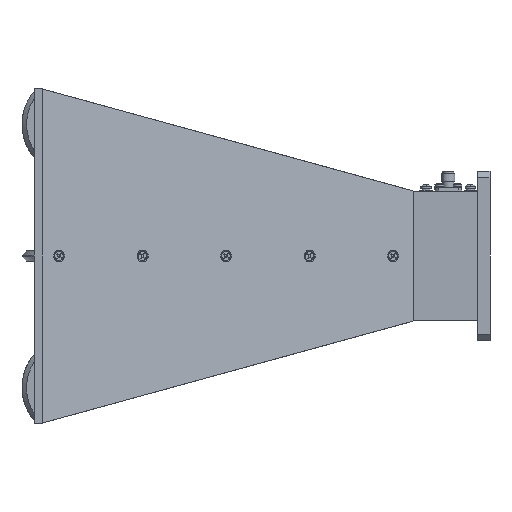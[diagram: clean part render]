
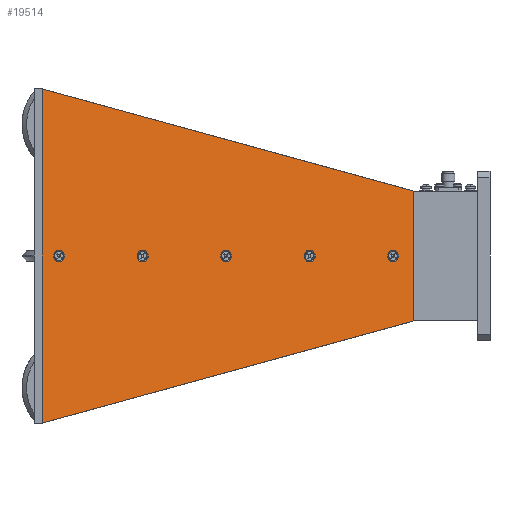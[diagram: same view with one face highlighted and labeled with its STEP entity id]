
A CAD part, front view. The second image highlights one B-rep face of the part: STEP entity #19514.
In plain terms, the highlighted planar face has unit normal (0.265, -0.964, 0).
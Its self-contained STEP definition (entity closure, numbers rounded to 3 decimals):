
#179 = LINE ( 'NONE', #12542, #33472 ) ;
#220 = CIRCLE ( 'NONE', #11873, 2.8 ) ;
#241 = AXIS2_PLACEMENT_3D ( 'NONE', #365, #9684, #34374 ) ;
#320 = LINE ( 'NONE', #3151, #36641 ) ;
#365 = CARTESIAN_POINT ( 'NONE',  ( -45.501, -43.886, 0. ) ) ;
#1106 = CIRCLE ( 'NONE', #14038, 2.8 ) ;
#1329 = ORIENTED_EDGE ( 'NONE', *, *, #22214, .F. ) ;
#1346 = DIRECTION ( 'NONE',  ( 0.265, -0.964, 0. ) ) ;
#1360 = ORIENTED_EDGE ( 'NONE', *, *, #25386, .T. ) ;
#3151 = CARTESIAN_POINT ( 'NONE',  ( 45.399, -18.889, -31.5 ) ) ;
#3324 = DIRECTION ( 'NONE',  ( 0.265, -0.964, 0. ) ) ;
#4150 = DIRECTION ( 'NONE',  ( 0.265, -0.964, 0. ) ) ;
#4489 = CARTESIAN_POINT ( 'NONE',  ( -88.697, -55.765, 0. ) ) ;
#5359 = CARTESIAN_POINT ( 'NONE',  ( -134.601, -68.389, 81. ) ) ;
#5479 = DIRECTION ( 'NONE',  ( 0.265, -0.964, 0. ) ) ;
#5614 = ORIENTED_EDGE ( 'NONE', *, *, #11856, .F. ) ;
#5654 = CIRCLE ( 'NONE', #16673, 2.8 ) ;
#6229 = CARTESIAN_POINT ( 'NONE',  ( -83.297, -54.281, 0. ) ) ;
#6471 = CARTESIAN_POINT ( 'NONE',  ( -123.794, -65.417, 0. ) ) ;
#7027 = AXIS2_PLACEMENT_3D ( 'NONE', #19380, #13309, #16748 ) ;
#7109 = VERTEX_POINT ( 'NONE', #15972 ) ;
#7605 = CARTESIAN_POINT ( 'NONE',  ( -7.704, -33.492, 0. ) ) ;
#7944 = VERTEX_POINT ( 'NONE', #22819 ) ;
#8305 = EDGE_CURVE ( 'NONE', #37881, #28882, #320, .T. ) ;
#8532 = FACE_OUTER_BOUND ( 'NONE', #17748, .T. ) ;
#8893 = CARTESIAN_POINT ( 'NONE',  ( -134.601, -68.389, -81. ) ) ;
#8930 = FACE_BOUND ( 'NONE', #35462, .T. ) ;
#8966 = VERTEX_POINT ( 'NONE', #6229 ) ;
#8993 = EDGE_CURVE ( 'NONE', #9437, #37881, #179, .T. ) ;
#9437 = VERTEX_POINT ( 'NONE', #23480 ) ;
#9684 = DIRECTION ( 'NONE',  ( 0.265, -0.964, 0. ) ) ;
#9793 = CIRCLE ( 'NONE', #29173, 2.8 ) ;
#9979 = CARTESIAN_POINT ( 'NONE',  ( -85.997, -55.023, 0. ) ) ;
#10116 = EDGE_LOOP ( 'NONE', ( #13625, #11049 ) ) ;
#10352 = AXIS2_PLACEMENT_3D ( 'NONE', #31681, #4150, #28229 ) ;
#10488 = ORIENTED_EDGE ( 'NONE', *, *, #11534, .F. ) ;
#11049 = ORIENTED_EDGE ( 'NONE', *, *, #18468, .F. ) ;
#11459 = EDGE_CURVE ( 'NONE', #17311, #27515, #27695, .T. ) ;
#11534 = EDGE_CURVE ( 'NONE', #31905, #7109, #22538, .T. ) ;
#11773 = DIRECTION ( 'NONE',  ( 0., 0., -1. ) ) ;
#11856 = EDGE_CURVE ( 'NONE', #13920, #7944, #16095, .T. ) ;
#11873 = AXIS2_PLACEMENT_3D ( 'NONE', #9979, #25354, #21908 ) ;
#12542 = CARTESIAN_POINT ( 'NONE',  ( 45.399, -18.889, 31.5 ) ) ;
#12648 = CARTESIAN_POINT ( 'NONE',  ( -5.004, -32.75, 0. ) ) ;
#12677 = DIRECTION ( 'NONE',  ( -0.932, -0.256, -0.256 ) ) ;
#13122 = CARTESIAN_POINT ( 'NONE',  ( -42.801, -43.144, 0. ) ) ;
#13295 = EDGE_LOOP ( 'NONE', ( #14031, #17014 ) ) ;
#13309 = DIRECTION ( 'NONE',  ( 0.265, -0.964, 0. ) ) ;
#13541 = DIRECTION ( 'NONE',  ( 0., 0., -1. ) ) ;
#13625 = ORIENTED_EDGE ( 'NONE', *, *, #19357, .F. ) ;
#13713 = DIRECTION ( 'NONE',  ( 0.964, 0.265, 0. ) ) ;
#13920 = VERTEX_POINT ( 'NONE', #6471 ) ;
#14031 = ORIENTED_EDGE ( 'NONE', *, *, #11459, .F. ) ;
#14038 = AXIS2_PLACEMENT_3D ( 'NONE', #12648, #3324, #37135 ) ;
#14144 = AXIS2_PLACEMENT_3D ( 'NONE', #38947, #35101, #17281 ) ;
#14253 = VECTOR ( 'NONE', #24604, 1000. ) ;
#14510 = VERTEX_POINT ( 'NONE', #13122 ) ;
#15129 = LINE ( 'NONE', #27437, #14253 ) ;
#15972 = CARTESIAN_POINT ( 'NONE',  ( -2.304, -32.007, 0. ) ) ;
#16095 = CIRCLE ( 'NONE', #14144, 2.8 ) ;
#16110 = LINE ( 'NONE', #19914, #35036 ) ;
#16527 = ORIENTED_EDGE ( 'NONE', *, *, #30653, .F. ) ;
#16673 = AXIS2_PLACEMENT_3D ( 'NONE', #35267, #23105, #26148 ) ;
#16748 = DIRECTION ( 'NONE',  ( 0.964, 0.265, 0. ) ) ;
#16930 = AXIS2_PLACEMENT_3D ( 'NONE', #23190, #29868, #35546 ) ;
#17014 = ORIENTED_EDGE ( 'NONE', *, *, #38961, .F. ) ;
#17281 = DIRECTION ( 'NONE',  ( 0.964, 0.265, 0. ) ) ;
#17311 = VERTEX_POINT ( 'NONE', #22451 ) ;
#17555 = ORIENTED_EDGE ( 'NONE', *, *, #37695, .F. ) ;
#17748 = EDGE_LOOP ( 'NONE', ( #1360, #20959, #29054, #38242 ) ) ;
#18256 = CARTESIAN_POINT ( 'NONE',  ( 53.452, -16.674, 0. ) ) ;
#18346 = DIRECTION ( 'NONE',  ( 0.964, 0.265, 0. ) ) ;
#18468 = EDGE_CURVE ( 'NONE', #18534, #8966, #220, .T. ) ;
#18534 = VERTEX_POINT ( 'NONE', #4489 ) ;
#19357 = EDGE_CURVE ( 'NONE', #8966, #18534, #5654, .T. ) ;
#19380 = CARTESIAN_POINT ( 'NONE',  ( 35.493, -21.613, 0. ) ) ;
#19514 = ADVANCED_FACE ( 'NONE', ( #8532, #32819, #23516, #30583, #8930, #20873 ), #33219, .T. ) ;
#19914 = CARTESIAN_POINT ( 'NONE',  ( -134.601, -68.389, 0. ) ) ;
#20873 = FACE_BOUND ( 'NONE', #13295, .T. ) ;
#20959 = ORIENTED_EDGE ( 'NONE', *, *, #32233, .T. ) ;
#21694 = VERTEX_POINT ( 'NONE', #37795 ) ;
#21908 = DIRECTION ( 'NONE',  ( 0.964, 0.265, 0. ) ) ;
#22057 = VERTEX_POINT ( 'NONE', #5359 ) ;
#22214 = EDGE_CURVE ( 'NONE', #7109, #31905, #1106, .T. ) ;
#22451 = CARTESIAN_POINT ( 'NONE',  ( 38.192, -20.871, 0. ) ) ;
#22538 = CIRCLE ( 'NONE', #32874, 2.8 ) ;
#22819 = CARTESIAN_POINT ( 'NONE',  ( -129.194, -66.902, 0. ) ) ;
#23105 = DIRECTION ( 'NONE',  ( 0.265, -0.964, 0. ) ) ;
#23190 = CARTESIAN_POINT ( 'NONE',  ( -45.501, -43.886, 0. ) ) ;
#23245 = CIRCLE ( 'NONE', #10352, 2.8 ) ;
#23480 = CARTESIAN_POINT ( 'NONE',  ( 45.399, -18.889, 31.5 ) ) ;
#23516 = FACE_BOUND ( 'NONE', #10116, .T. ) ;
#24128 = EDGE_LOOP ( 'NONE', ( #37198, #16527 ) ) ;
#24604 = DIRECTION ( 'NONE',  ( -0.932, -0.256, 0.256 ) ) ;
#25055 = AXIS2_PLACEMENT_3D ( 'NONE', #18256, #5479, #11773 ) ;
#25354 = DIRECTION ( 'NONE',  ( 0.265, -0.964, 0. ) ) ;
#25386 = EDGE_CURVE ( 'NONE', #9437, #22057, #15129, .T. ) ;
#26148 = DIRECTION ( 'NONE',  ( 0.964, 0.265, 0. ) ) ;
#27437 = CARTESIAN_POINT ( 'NONE',  ( 45.399, -18.889, 31.5 ) ) ;
#27515 = VERTEX_POINT ( 'NONE', #35868 ) ;
#27695 = CIRCLE ( 'NONE', #7027, 2.8 ) ;
#28229 = DIRECTION ( 'NONE',  ( 0.964, 0.265, 0. ) ) ;
#28882 = VERTEX_POINT ( 'NONE', #8893 ) ;
#29054 = ORIENTED_EDGE ( 'NONE', *, *, #8305, .F. ) ;
#29173 = AXIS2_PLACEMENT_3D ( 'NONE', #39787, #39991, #18346 ) ;
#29434 = CARTESIAN_POINT ( 'NONE',  ( 45.399, -18.889, -31.5 ) ) ;
#29868 = DIRECTION ( 'NONE',  ( 0.265, -0.964, 0. ) ) ;
#30583 = FACE_BOUND ( 'NONE', #24128, .T. ) ;
#30653 = EDGE_CURVE ( 'NONE', #21694, #14510, #39542, .T. ) ;
#31681 = CARTESIAN_POINT ( 'NONE',  ( -126.494, -66.16, 0. ) ) ;
#31905 = VERTEX_POINT ( 'NONE', #7605 ) ;
#32233 = EDGE_CURVE ( 'NONE', #22057, #28882, #16110, .T. ) ;
#32819 = FACE_BOUND ( 'NONE', #37022, .T. ) ;
#32874 = AXIS2_PLACEMENT_3D ( 'NONE', #35930, #1346, #13713 ) ;
#33219 = PLANE ( 'NONE',  #25055 ) ;
#33472 = VECTOR ( 'NONE', #13541, 1000. ) ;
#33842 = CIRCLE ( 'NONE', #241, 2.8 ) ;
#34374 = DIRECTION ( 'NONE',  ( 0.964, 0.265, 0. ) ) ;
#34690 = DIRECTION ( 'NONE',  ( 0., 0., -1. ) ) ;
#35036 = VECTOR ( 'NONE', #34690, 1000. ) ;
#35101 = DIRECTION ( 'NONE',  ( 0.265, -0.964, 0. ) ) ;
#35267 = CARTESIAN_POINT ( 'NONE',  ( -85.997, -55.023, 0. ) ) ;
#35462 = EDGE_LOOP ( 'NONE', ( #1329, #10488 ) ) ;
#35546 = DIRECTION ( 'NONE',  ( 0.964, 0.265, 0. ) ) ;
#35868 = CARTESIAN_POINT ( 'NONE',  ( 32.793, -22.356, 0. ) ) ;
#35930 = CARTESIAN_POINT ( 'NONE',  ( -5.004, -32.75, 0. ) ) ;
#36641 = VECTOR ( 'NONE', #12677, 1000. ) ;
#37022 = EDGE_LOOP ( 'NONE', ( #5614, #17555 ) ) ;
#37135 = DIRECTION ( 'NONE',  ( 0.964, 0.265, 0. ) ) ;
#37198 = ORIENTED_EDGE ( 'NONE', *, *, #39858, .F. ) ;
#37695 = EDGE_CURVE ( 'NONE', #7944, #13920, #23245, .T. ) ;
#37795 = CARTESIAN_POINT ( 'NONE',  ( -48.2, -44.629, 0. ) ) ;
#37881 = VERTEX_POINT ( 'NONE', #29434 ) ;
#38242 = ORIENTED_EDGE ( 'NONE', *, *, #8993, .F. ) ;
#38947 = CARTESIAN_POINT ( 'NONE',  ( -126.494, -66.16, 0. ) ) ;
#38961 = EDGE_CURVE ( 'NONE', #27515, #17311, #9793, .T. ) ;
#39542 = CIRCLE ( 'NONE', #16930, 2.8 ) ;
#39787 = CARTESIAN_POINT ( 'NONE',  ( 35.493, -21.613, 0. ) ) ;
#39858 = EDGE_CURVE ( 'NONE', #14510, #21694, #33842, .T. ) ;
#39991 = DIRECTION ( 'NONE',  ( 0.265, -0.964, 0. ) ) ;
